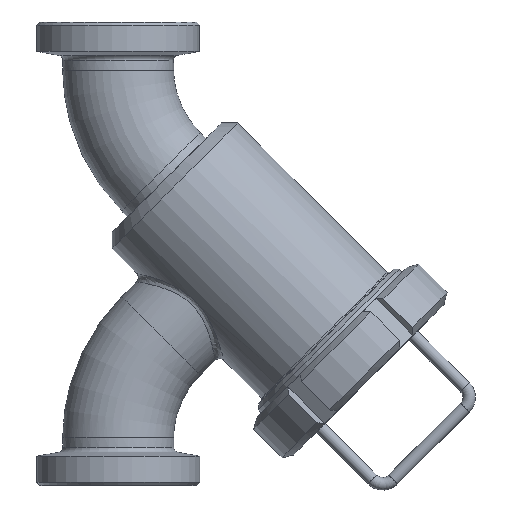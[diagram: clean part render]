
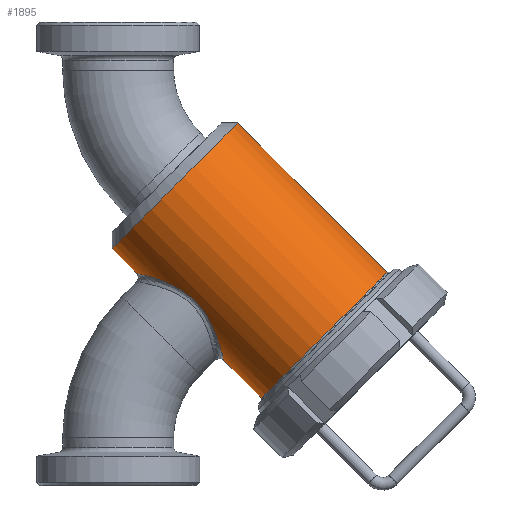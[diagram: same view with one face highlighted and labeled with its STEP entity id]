
A CAD part, top view. The second image highlights one B-rep face of the part: STEP entity #1895.
In plain terms, the highlighted cylindrical face has radius 42.5 mm (diameter 85 mm), a full revolution.
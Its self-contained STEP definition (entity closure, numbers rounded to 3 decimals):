
#124=B_SPLINE_CURVE_WITH_KNOTS('',3,(#3744,#3745,#3746,#3747,#3748,#3749,
#3750,#3751,#3752,#3753,#3754,#3755,#3756,#3757,#3758,#3759,#3760,#3761,
#3762,#3763,#3764,#3765,#3766,#3767,#3768,#3769,#3770,#3771,#3772,#3773),
 .UNSPECIFIED.,.T.,.F.,(4,1,1,1,1,1,1,1,1,1,1,1,1,1,1,1,1,1,1,1,1,1,1,1,
1,1,1,4),(-16.529,-15.938,-15.496,-15.348,
-14.168,-13.38,-13.085,-12.593,-11.806,
-11.019,-10.724,-10.232,-9.445,
-8.658,-7.871,-7.084,-6.493,
-6.297,-5.51,-4.723,-4.28,
-4.132,-3.542,-2.361,-2.066,
-1.181,-0.59,0.),
 .UNSPECIFIED.);
#225=CYLINDRICAL_SURFACE('',#2153,42.5);
#316=FACE_BOUND('',#680,.T.);
#317=FACE_BOUND('',#681,.T.);
#454=FACE_OUTER_BOUND('',#679,.T.);
#679=EDGE_LOOP('',(#1577));
#680=EDGE_LOOP('',(#1578));
#681=EDGE_LOOP('',(#1579));
#760=CIRCLE('',#2046,42.5);
#802=CIRCLE('',#2145,42.5);
#883=VERTEX_POINT('',#3139);
#961=VERTEX_POINT('',#3552);
#964=VERTEX_POINT('',#3711);
#1050=EDGE_CURVE('',#883,#883,#760,.T.);
#1166=EDGE_CURVE('',#961,#961,#802,.T.);
#1171=EDGE_CURVE('',#964,#964,#124,.T.);
#1577=ORIENTED_EDGE('',*,*,#1050,.F.);
#1578=ORIENTED_EDGE('',*,*,#1166,.F.);
#1579=ORIENTED_EDGE('',*,*,#1171,.F.);
#1895=ADVANCED_FACE('',(#454,#316,#317),#225,.T.);
#2046=AXIS2_PLACEMENT_3D('',#3140,#2445,#2446);
#2145=AXIS2_PLACEMENT_3D('',#3553,#2667,#2668);
#2153=AXIS2_PLACEMENT_3D('',#3775,#2683,#2684);
#2445=DIRECTION('center_axis',(0.707,-0.707,0.));
#2446=DIRECTION('ref_axis',(-0.707,-0.707,0.));
#2667=DIRECTION('center_axis',(-0.707,0.707,0.));
#2668=DIRECTION('ref_axis',(0.707,0.707,0.04));
#2683=DIRECTION('center_axis',(0.707,-0.707,0.));
#2684=DIRECTION('ref_axis',(0.,0.,
1.));
#3139=CARTESIAN_POINT('',(73.743,4.668,0.));
#3140=CARTESIAN_POINT('Origin',(43.691,-25.384,0.));
#3552=CARTESIAN_POINT('',(2.302,76.062,1.697));
#3553=CARTESIAN_POINT('Origin',(-27.726,46.034,0.));
#3711=CARTESIAN_POINT('',(-18.079,-9.373,27.555));
#3744=CARTESIAN_POINT('Ctrl Pts',(-18.078,-9.372,27.556));
#3745=CARTESIAN_POINT('Ctrl Pts',(-19.683,-7.767,27.556));
#3746=CARTESIAN_POINT('Ctrl Pts',(-22.773,-5.221,27.115));
#3747=CARTESIAN_POINT('Ctrl Pts',(-26.471,-2.967,25.831));
#3748=CARTESIAN_POINT('Ctrl Pts',(-32.018,-0.06,
23.286));
#3749=CARTESIAN_POINT('Ctrl Pts',(-38.339,2.216,18.742));
#3750=CARTESIAN_POINT('Ctrl Pts',(-43.1,3.546,11.962));
#3751=CARTESIAN_POINT('Ctrl Pts',(-45.245,4.102,6.685));
#3752=CARTESIAN_POINT('Ctrl Pts',(-46.45,4.397,1.107));
#3753=CARTESIAN_POINT('Ctrl Pts',(-45.726,4.224,-6.427));
#3754=CARTESIAN_POINT('Ctrl Pts',(-42.719,3.454,-12.578));
#3755=CARTESIAN_POINT('Ctrl Pts',(-39.201,2.41,-17.105));
#3756=CARTESIAN_POINT('Ctrl Pts',(-35.104,1.058,-21.087));
#3757=CARTESIAN_POINT('Ctrl Pts',(-28.86,-1.487,-25.089));
#3758=CARTESIAN_POINT('Ctrl Pts',(-21.307,-6.031,-27.656));
#3759=CARTESIAN_POINT('Ctrl Pts',(-14.747,-12.579,-27.665));
#3760=CARTESIAN_POINT('Ctrl Pts',(-10.571,-19.528,-25.301));
#3761=CARTESIAN_POINT('Ctrl Pts',(-8.499,-24.311,-22.424));
#3762=CARTESIAN_POINT('Ctrl Pts',(-6.821,-28.787,-18.927));
#3763=CARTESIAN_POINT('Ctrl Pts',(-5.462,-33.207,-14.211));
#3764=CARTESIAN_POINT('Ctrl Pts',(-4.623,-36.465,-7.564));
#3765=CARTESIAN_POINT('Ctrl Pts',(-4.41,-37.33,-2.649));
#3766=CARTESIAN_POINT('Ctrl Pts',(-4.373,-37.479,1.596));
#3767=CARTESIAN_POINT('Ctrl Pts',(-4.615,-36.503,8.503));
#3768=CARTESIAN_POINT('Ctrl Pts',(-5.634,-32.501,15.125));
#3769=CARTESIAN_POINT('Ctrl Pts',(-7.664,-26.385,21.07));
#3770=CARTESIAN_POINT('Ctrl Pts',(-9.787,-21.029,24.607));
#3771=CARTESIAN_POINT('Ctrl Pts',(-13.563,-14.503,27.052));
#3772=CARTESIAN_POINT('Ctrl Pts',(-16.473,-10.978,27.556));
#3773=CARTESIAN_POINT('Ctrl Pts',(-18.078,-9.372,27.556));
#3775=CARTESIAN_POINT('Origin',(10.104,8.204,0.));
